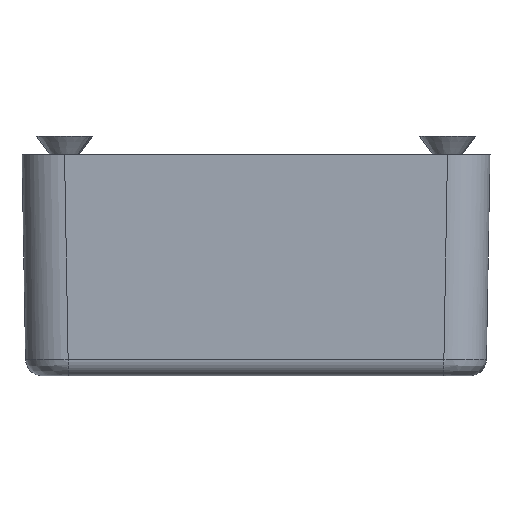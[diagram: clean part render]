
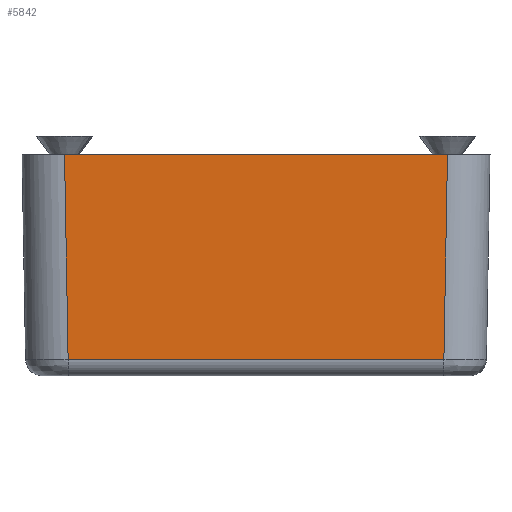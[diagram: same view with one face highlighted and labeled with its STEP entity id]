
A CAD part, left-side view. The second image highlights one B-rep face of the part: STEP entity #5842.
In plain terms, the highlighted face is planar.
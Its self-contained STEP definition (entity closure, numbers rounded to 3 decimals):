
#467 = EDGE_CURVE ( 'NONE', #4989, #6119, #20904, .T. ) ;
#1157 = LINE ( 'NONE', #24040, #22039 ) ;
#2645 = DIRECTION ( 'NONE',  ( 0., 1., 0. ) ) ;
#4989 = VERTEX_POINT ( 'NONE', #14264 ) ;
#5842 = ADVANCED_FACE ( 'NONE', ( #18199 ), #24005, .T. ) ;
#5968 = DIRECTION ( 'NONE',  ( 1., 0., 0.017 ) ) ;
#6119 = VERTEX_POINT ( 'NONE', #21543 ) ;
#6212 = CARTESIAN_POINT ( 'NONE',  ( 30., 27.5, 0. ) ) ;
#6778 = CARTESIAN_POINT ( 'NONE',  ( 30., -22.501, 0. ) ) ;
#8389 = VERTEX_POINT ( 'NONE', #6778 ) ;
#8496 = LINE ( 'NONE', #14761, #23071 ) ;
#10109 = VERTEX_POINT ( 'NONE', #16402 ) ;
#10707 = CARTESIAN_POINT ( 'NONE',  ( 29.983, 22.484, 0.959 ) ) ;
#14264 = CARTESIAN_POINT ( 'NONE',  ( 29.58, 22.081, 24.035 ) ) ;
#14477 = EDGE_CURVE ( 'NONE', #8389, #6119, #1157, .T. ) ;
#14761 = CARTESIAN_POINT ( 'NONE',  ( 29.58, -22.081, 24.035 ) ) ;
#14832 = CARTESIAN_POINT ( 'NONE',  ( 29.58, -27.5, 24.035 ) ) ;
#15264 = ORIENTED_EDGE ( 'NONE', *, *, #22583, .T. ) ;
#15840 = VECTOR ( 'NONE', #23144, 1000. ) ;
#16017 = DIRECTION ( 'NONE',  ( 0., 1., 0. ) ) ;
#16402 = CARTESIAN_POINT ( 'NONE',  ( 29.58, -22.081, 24.035 ) ) ;
#16743 = DIRECTION ( 'NONE',  ( 0.017, -0.017, -1. ) ) ;
#18199 = FACE_OUTER_BOUND ( 'NONE', #21260, .T. ) ;
#18343 = VECTOR ( 'NONE', #2645, 1000. ) ;
#20334 = DIRECTION ( 'NONE',  ( 0.017, 0., -1. ) ) ;
#20904 = LINE ( 'NONE', #10707, #15840 ) ;
#21260 = EDGE_LOOP ( 'NONE', ( #15264, #22790, #24619, #24219 ) ) ;
#21543 = CARTESIAN_POINT ( 'NONE',  ( 30., 22.501, 0. ) ) ;
#22039 = VECTOR ( 'NONE', #16017, 1000. ) ;
#22583 = EDGE_CURVE ( 'NONE', #10109, #8389, #8496, .T. ) ;
#22790 = ORIENTED_EDGE ( 'NONE', *, *, #14477, .T. ) ;
#23071 = VECTOR ( 'NONE', #16743, 1000. ) ;
#23144 = DIRECTION ( 'NONE',  ( 0.017, 0.017, -1. ) ) ;
#23806 = LINE ( 'NONE', #14832, #18343 ) ;
#24005 = PLANE ( 'NONE',  #25755 ) ;
#24040 = CARTESIAN_POINT ( 'NONE',  ( 30., 27.5, 0. ) ) ;
#24219 = ORIENTED_EDGE ( 'NONE', *, *, #24724, .F. ) ;
#24619 = ORIENTED_EDGE ( 'NONE', *, *, #467, .F. ) ;
#24724 = EDGE_CURVE ( 'NONE', #10109, #4989, #23806, .T. ) ;
#25755 = AXIS2_PLACEMENT_3D ( 'NONE', #6212, #5968, #20334 ) ;
